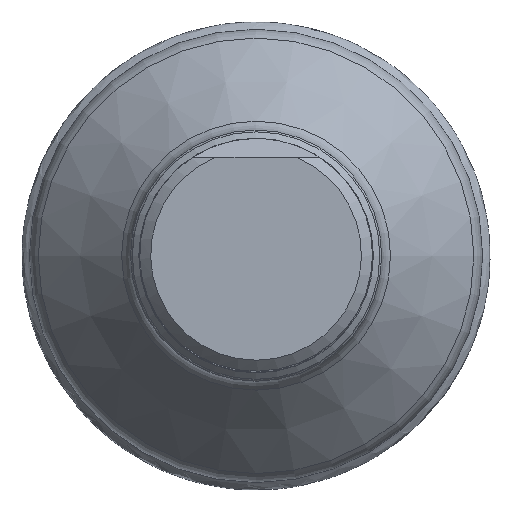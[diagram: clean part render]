
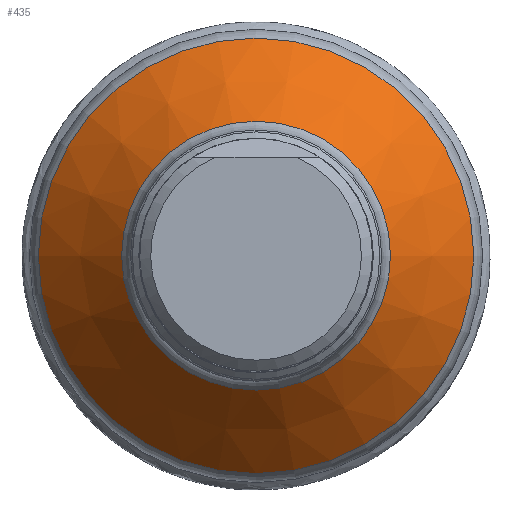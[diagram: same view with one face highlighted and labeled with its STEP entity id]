
A CAD part, top view. The second image highlights one B-rep face of the part: STEP entity #435.
In plain terms, the highlighted conical face has half-angle 40.683 degrees and reference radius 30.9 mm.
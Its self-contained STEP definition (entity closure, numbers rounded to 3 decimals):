
#145=CONICAL_SURFACE('',#680,30.9,40.683);
#185=EDGE_LOOP('',(#248));
#186=EDGE_LOOP('',(#249));
#248=ORIENTED_EDGE('',*,*,#349,.T.);
#249=ORIENTED_EDGE('',*,*,#350,.T.);
#349=EDGE_CURVE('',#532,#532,#400,.T.);
#350=EDGE_CURVE('',#533,#533,#401,.T.);
#400=CIRCLE('',#678,29.692);
#401=CIRCLE('',#679,18.333);
#435=ADVANCED_FACE('SU_5',(#480,#481),#145,.T.);
#480=FACE_BOUND('',#185,.T.);
#481=FACE_BOUND('',#186,.T.);
#532=VERTEX_POINT('',#6156);
#533=VERTEX_POINT('',#6158);
#678=AXIS2_PLACEMENT_3D('',#6155,#788,#789);
#679=AXIS2_PLACEMENT_3D('',#6157,#790,#791);
#680=AXIS2_PLACEMENT_3D('',#6159,#792,#793);
#788=DIRECTION('',(0.,0.,1.));
#789=DIRECTION('',(1.,0.,0.));
#790=DIRECTION('',(0.,0.,-1.));
#791=DIRECTION('',(-1.,0.,0.));
#792=DIRECTION('',(0.,0.,-1.));
#793=DIRECTION('',(-1.,0.,0.));
#6155=CARTESIAN_POINT('',(0.,0.,-82.697));
#6156=CARTESIAN_POINT('',(29.692,0.,-82.697));
#6157=CARTESIAN_POINT('',(0.,0.,-69.483));
#6158=CARTESIAN_POINT('',(-18.333,0.,-69.483));
#6159=CARTESIAN_POINT('',(0.,0.,-84.102));
